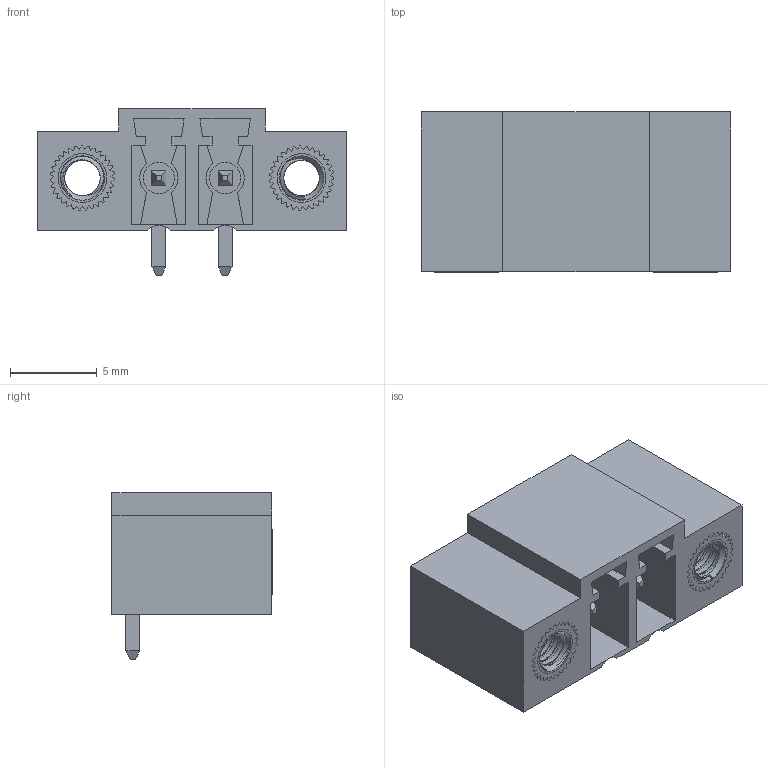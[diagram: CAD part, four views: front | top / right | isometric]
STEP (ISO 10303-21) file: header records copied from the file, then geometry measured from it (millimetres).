
FILE_DESCRIPTION(/* description */ ('Unknown'),/* implementation_level */ '2;1');
FILE_NAME(/* name */ '691701350002B',/* time_stamp */ '2023-12-14T17:32:06+01:00',/* author */ ('Unknown'),/* organization */ ('Unknown'),/* preprocessor_version */ 'ST-DEVELOPER v18.102',/* originating_system */ 'Solid Edge',/* authorisation */ 'Unknown');
FILE_SCHEMA (('AP242_MANAGED_MODEL_BASED_3D_ENGINEERING_MIM_LF { 1 0 10303 442 1 1 4 }','AUTOMOTIVE_DESIGN {1 0 10303 214 3 1 1}'));
Length unit declared in the file: millimetre
Products named in the file (4): 6917013500xxB; 691701350002B; 6917013500xxB_Pin; 6917013500xxB_Flange
Assembly tree (5 placements, depth 2):
  6917013500xxB
    691701350002B
    6917013500xxB_Pin  x2
    6917013500xxB_Flange  x2
Bounding box: 17.81 x 9.21 x 9.61 mm (x, y, z)
Volume: 658.7 mm3; surface area: 1745.6 mm2
Topology: 5 solids, 5 shells, 400 faces, 1152 edges, 760 vertices
Faces by surface type: plane 310, cylinder 80, bspline 6, cone 4
Full cylindrical faces by diameter (mm): 1.25 x2, 1.8 x2, 2.8 x2
Entity records: 11457 total; most frequent: CARTESIAN_POINT 3965, ORIENTED_EDGE 1586, DIRECTION 1460, EDGE_CURVE 793, LINE 668, VECTOR 668, VERTEX_POINT 526, AXIS2_PLACEMENT_3D 396
